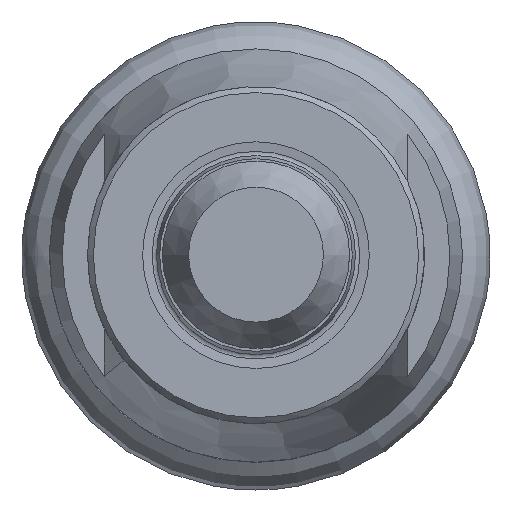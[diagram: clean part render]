
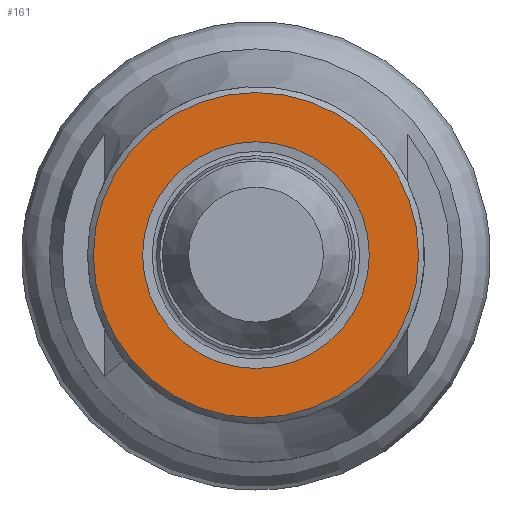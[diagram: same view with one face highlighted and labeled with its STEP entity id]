
A CAD part, top view. The second image highlights one B-rep face of the part: STEP entity #161.
In plain terms, the highlighted planar face has unit normal (0, 0, 1).
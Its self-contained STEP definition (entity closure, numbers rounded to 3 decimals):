
#108=PLANE('',#671);
#161=ADVANCED_FACE('CU_SU1',(#224,#225),#108,.F.);
#224=FACE_BOUND('',#280,.T.);
#225=FACE_BOUND('',#281,.T.);
#280=EDGE_LOOP('',(#356));
#281=EDGE_LOOP('',(#357));
#356=ORIENTED_EDGE('',*,*,#471,.F.);
#357=ORIENTED_EDGE('',*,*,#472,.T.);
#429=VERTEX_POINT('',#977);
#430=VERTEX_POINT('',#980);
#471=EDGE_CURVE('',#429,#429,#508,.T.);
#472=EDGE_CURVE('',#430,#430,#509,.T.);
#508=CIRCLE('',#668,13.9);
#509=CIRCLE('',#670,9.689);
#668=AXIS2_PLACEMENT_3D('',#976,#795,#796);
#670=AXIS2_PLACEMENT_3D('',#979,#799,#800);
#671=AXIS2_PLACEMENT_3D('',#981,#801,#802);
#795=DIRECTION('',(0.,0.,-1.));
#796=DIRECTION('',(-1.,0.,0.));
#799=DIRECTION('',(0.,0.,-1.));
#800=DIRECTION('',(-1.,0.,0.));
#801=DIRECTION('',(0.,0.,-1.));
#802=DIRECTION('',(-1.,0.,0.));
#976=CARTESIAN_POINT('',(0.,0.,0.));
#977=CARTESIAN_POINT('',(-13.9,0.,0.));
#979=CARTESIAN_POINT('',(0.,0.,0.));
#980=CARTESIAN_POINT('',(-9.689,0.,0.));
#981=CARTESIAN_POINT('',(0.,9.689,0.));
